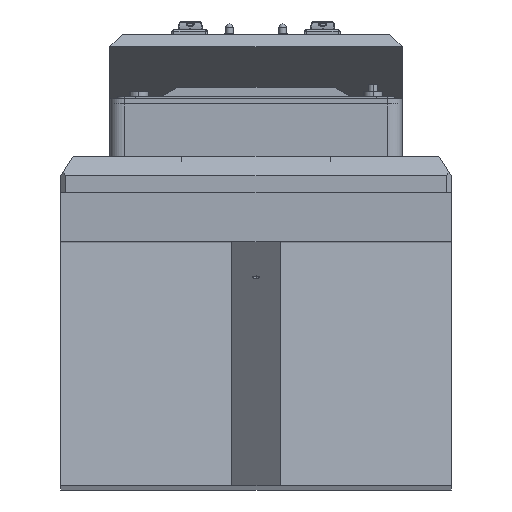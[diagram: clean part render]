
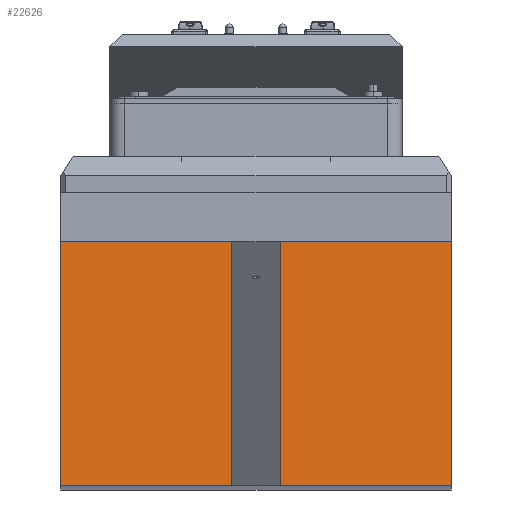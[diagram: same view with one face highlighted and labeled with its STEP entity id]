
A CAD part, top view. The second image highlights one B-rep face of the part: STEP entity #22626.
In plain terms, the highlighted face is planar.
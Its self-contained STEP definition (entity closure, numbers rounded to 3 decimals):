
#53 = LINE ( 'NONE', #30982, #4680 ) ;
#448 = CARTESIAN_POINT ( 'NONE',  ( -80., 20., -60. ) ) ;
#760 = DIRECTION ( 'NONE',  ( 0., 0., 1. ) ) ;
#1421 = FACE_BOUND ( 'NONE', #23478, .T. ) ;
#1472 = ORIENTED_EDGE ( 'NONE', *, *, #23182, .T. ) ;
#1714 = CIRCLE ( 'NONE', #5748, 1.5 ) ;
#2256 = VERTEX_POINT ( 'NONE', #34532 ) ;
#2611 = CIRCLE ( 'NONE', #6825, 1.5 ) ;
#2634 = DIRECTION ( 'NONE',  ( 0., 1., 0. ) ) ;
#2895 = EDGE_CURVE ( 'NONE', #15637, #13440, #32380, .T. ) ;
#2997 = VERTEX_POINT ( 'NONE', #34352 ) ;
#3148 = EDGE_LOOP ( 'NONE', ( #14759, #20906, #8834, #1472 ) ) ;
#3769 = DIRECTION ( 'NONE',  ( 0., 1., 0. ) ) ;
#3911 = AXIS2_PLACEMENT_3D ( 'NONE', #9073, #16864, #760 ) ;
#4662 = CARTESIAN_POINT ( 'NONE',  ( 50., 20., 49.962 ) ) ;
#4680 = VECTOR ( 'NONE', #25428, 1000. ) ;
#4766 = VERTEX_POINT ( 'NONE', #27499 ) ;
#4769 = ORIENTED_EDGE ( 'NONE', *, *, #12399, .F. ) ;
#4813 = CARTESIAN_POINT ( 'NONE',  ( 0., 20., 11.424 ) ) ;
#5147 = DIRECTION ( 'NONE',  ( 0., 1., 0. ) ) ;
#5322 = VERTEX_POINT ( 'NONE', #20082 ) ;
#5646 = FACE_BOUND ( 'NONE', #26513, .T. ) ;
#5748 = AXIS2_PLACEMENT_3D ( 'NONE', #34345, #5147, #13175 ) ;
#5972 = DIRECTION ( 'NONE',  ( 0., 1., 0. ) ) ;
#6024 = LINE ( 'NONE', #34283, #6426 ) ;
#6426 = VECTOR ( 'NONE', #26637, 1000. ) ;
#6564 = EDGE_CURVE ( 'NONE', #13440, #15637, #16690, .T. ) ;
#6574 = VECTOR ( 'NONE', #8155, 1000. ) ;
#6825 = AXIS2_PLACEMENT_3D ( 'NONE', #16610, #8494, #11604 ) ;
#6842 = LINE ( 'NONE', #448, #34306 ) ;
#7487 = CARTESIAN_POINT ( 'NONE',  ( 0., 20., 8.424 ) ) ;
#8155 = DIRECTION ( 'NONE',  ( -1., 0., 0. ) ) ;
#8494 = DIRECTION ( 'NONE',  ( 0., 1., 0. ) ) ;
#8547 = DIRECTION ( 'NONE',  ( 0., 0., 1. ) ) ;
#8604 = EDGE_CURVE ( 'NONE', #14534, #27495, #11203, .T. ) ;
#8684 = CARTESIAN_POINT ( 'NONE',  ( 0., 20., 9.924 ) ) ;
#8834 = ORIENTED_EDGE ( 'NONE', *, *, #11857, .T. ) ;
#9073 = CARTESIAN_POINT ( 'NONE',  ( 0., 20., 49.962 ) ) ;
#9951 = EDGE_LOOP ( 'NONE', ( #29931, #22730 ) ) ;
#10484 = CIRCLE ( 'NONE', #23361, 1.5 ) ;
#10615 = CARTESIAN_POINT ( 'NONE',  ( 80., 20., 60. ) ) ;
#11203 = CIRCLE ( 'NONE', #17898, 1.5 ) ;
#11289 = VERTEX_POINT ( 'NONE', #24771 ) ;
#11336 = AXIS2_PLACEMENT_3D ( 'NONE', #4662, #17468, #33500 ) ;
#11604 = DIRECTION ( 'NONE',  ( 0., 0., 1. ) ) ;
#11857 = EDGE_CURVE ( 'NONE', #4766, #5322, #6842, .T. ) ;
#12263 = CIRCLE ( 'NONE', #11336, 1.5 ) ;
#12267 = DIRECTION ( 'NONE',  ( 0., 0., 1. ) ) ;
#12292 = FACE_BOUND ( 'NONE', #23968, .T. ) ;
#12341 = AXIS2_PLACEMENT_3D ( 'NONE', #24517, #27529, #8547 ) ;
#12399 = EDGE_CURVE ( 'NONE', #20540, #11289, #2611, .T. ) ;
#13175 = DIRECTION ( 'NONE',  ( 0., 0., 1. ) ) ;
#13258 = EDGE_CURVE ( 'NONE', #27495, #14534, #10484, .T. ) ;
#13286 = ORIENTED_EDGE ( 'NONE', *, *, #19409, .F. ) ;
#13440 = VERTEX_POINT ( 'NONE', #7487 ) ;
#13746 = DIRECTION ( 'NONE',  ( 0., 0., 1. ) ) ;
#13887 = DIRECTION ( 'NONE',  ( 0., 1., 0. ) ) ;
#14064 = AXIS2_PLACEMENT_3D ( 'NONE', #34545, #2634, #18645 ) ;
#14106 = CARTESIAN_POINT ( 'NONE',  ( 0., 20., -31.576 ) ) ;
#14296 = VERTEX_POINT ( 'NONE', #10615 ) ;
#14534 = VERTEX_POINT ( 'NONE', #14106 ) ;
#14681 = DIRECTION ( 'NONE',  ( 0., 1., 0. ) ) ;
#14759 = ORIENTED_EDGE ( 'NONE', *, *, #24134, .T. ) ;
#14840 = VERTEX_POINT ( 'NONE', #18654 ) ;
#15597 = FACE_BOUND ( 'NONE', #9951, .T. ) ;
#15637 = VERTEX_POINT ( 'NONE', #4813 ) ;
#15847 = EDGE_CURVE ( 'NONE', #2997, #33651, #25453, .T. ) ;
#16610 = CARTESIAN_POINT ( 'NONE',  ( -50., 20., 49.962 ) ) ;
#16690 = CIRCLE ( 'NONE', #25207, 1.5 ) ;
#16864 = DIRECTION ( 'NONE',  ( 0., 1., 0. ) ) ;
#17055 = AXIS2_PLACEMENT_3D ( 'NONE', #8684, #27546, #27309 ) ;
#17456 = AXIS2_PLACEMENT_3D ( 'NONE', #18897, #5972, #13746 ) ;
#17468 = DIRECTION ( 'NONE',  ( 0., 1., 0. ) ) ;
#17898 = AXIS2_PLACEMENT_3D ( 'NONE', #30297, #13887, #32845 ) ;
#18641 = CARTESIAN_POINT ( 'NONE',  ( 50., 20., 48.462 ) ) ;
#18645 = DIRECTION ( 'NONE',  ( 0., 0., 1. ) ) ;
#18654 = CARTESIAN_POINT ( 'NONE',  ( 0., 20., 48.462 ) ) ;
#18897 = CARTESIAN_POINT ( 'NONE',  ( 0., 20., 49.962 ) ) ;
#19409 = EDGE_CURVE ( 'NONE', #33651, #2997, #12263, .T. ) ;
#19731 = CARTESIAN_POINT ( 'NONE',  ( 0., 20., 9.924 ) ) ;
#20075 = CARTESIAN_POINT ( 'NONE',  ( 0., 20., -28.576 ) ) ;
#20082 = CARTESIAN_POINT ( 'NONE',  ( -80., 20., 60. ) ) ;
#20540 = VERTEX_POINT ( 'NONE', #31246 ) ;
#20906 = ORIENTED_EDGE ( 'NONE', *, *, #28164, .T. ) ;
#20952 = CARTESIAN_POINT ( 'NONE',  ( 80., 20., -60. ) ) ;
#21428 = CARTESIAN_POINT ( 'NONE',  ( -80., 20., -60. ) ) ;
#21568 = LINE ( 'NONE', #21428, #6574 ) ;
#22094 = EDGE_LOOP ( 'NONE', ( #26190, #13286 ) ) ;
#22146 = DIRECTION ( 'NONE',  ( 0., 0., 1. ) ) ;
#22415 = DIRECTION ( 'NONE',  ( 0., 0., 1. ) ) ;
#22626 = ADVANCED_FACE ( 'NONE', ( #15597, #33954, #5646, #1421, #12292, #25646 ), #34206, .T. ) ;
#22730 = ORIENTED_EDGE ( 'NONE', *, *, #8604, .F. ) ;
#23182 = EDGE_CURVE ( 'NONE', #5322, #14296, #6024, .T. ) ;
#23361 = AXIS2_PLACEMENT_3D ( 'NONE', #25325, #14681, #12267 ) ;
#23478 = EDGE_LOOP ( 'NONE', ( #31162, #23987 ) ) ;
#23968 = EDGE_LOOP ( 'NONE', ( #34003, #30741 ) ) ;
#23987 = ORIENTED_EDGE ( 'NONE', *, *, #31069, .F. ) ;
#24134 = EDGE_CURVE ( 'NONE', #14296, #33521, #53, .T. ) ;
#24517 = CARTESIAN_POINT ( 'NONE',  ( 50., 20., 49.962 ) ) ;
#24771 = CARTESIAN_POINT ( 'NONE',  ( -50., 20., 51.462 ) ) ;
#25023 = CIRCLE ( 'NONE', #3911, 1.5 ) ;
#25207 = AXIS2_PLACEMENT_3D ( 'NONE', #19731, #3769, #22415 ) ;
#25325 = CARTESIAN_POINT ( 'NONE',  ( 0., 20., -30.076 ) ) ;
#25428 = DIRECTION ( 'NONE',  ( 0., 0., -1. ) ) ;
#25453 = CIRCLE ( 'NONE', #12341, 1.5 ) ;
#25646 = FACE_OUTER_BOUND ( 'NONE', #3148, .T. ) ;
#26190 = ORIENTED_EDGE ( 'NONE', *, *, #15847, .F. ) ;
#26513 = EDGE_LOOP ( 'NONE', ( #34422, #4769 ) ) ;
#26637 = DIRECTION ( 'NONE',  ( 1., 0., 0. ) ) ;
#26857 = EDGE_CURVE ( 'NONE', #2256, #14840, #25023, .T. ) ;
#27309 = DIRECTION ( 'NONE',  ( 0., 0., 1. ) ) ;
#27495 = VERTEX_POINT ( 'NONE', #20075 ) ;
#27499 = CARTESIAN_POINT ( 'NONE',  ( -80., 20., -60. ) ) ;
#27529 = DIRECTION ( 'NONE',  ( 0., 1., 0. ) ) ;
#27546 = DIRECTION ( 'NONE',  ( 0., 1., 0. ) ) ;
#28164 = EDGE_CURVE ( 'NONE', #33521, #4766, #21568, .T. ) ;
#29931 = ORIENTED_EDGE ( 'NONE', *, *, #13258, .F. ) ;
#30297 = CARTESIAN_POINT ( 'NONE',  ( 0., 20., -30.076 ) ) ;
#30741 = ORIENTED_EDGE ( 'NONE', *, *, #6564, .F. ) ;
#30982 = CARTESIAN_POINT ( 'NONE',  ( 80., 20., -60. ) ) ;
#31069 = EDGE_CURVE ( 'NONE', #14840, #2256, #33803, .T. ) ;
#31162 = ORIENTED_EDGE ( 'NONE', *, *, #26857, .F. ) ;
#31246 = CARTESIAN_POINT ( 'NONE',  ( -50., 20., 48.462 ) ) ;
#32380 = CIRCLE ( 'NONE', #17055, 1.5 ) ;
#32845 = DIRECTION ( 'NONE',  ( 0., 0., 1. ) ) ;
#33295 = EDGE_CURVE ( 'NONE', #11289, #20540, #1714, .T. ) ;
#33500 = DIRECTION ( 'NONE',  ( 0., 0., 1. ) ) ;
#33521 = VERTEX_POINT ( 'NONE', #20952 ) ;
#33651 = VERTEX_POINT ( 'NONE', #18641 ) ;
#33803 = CIRCLE ( 'NONE', #17456, 1.5 ) ;
#33954 = FACE_BOUND ( 'NONE', #22094, .T. ) ;
#34003 = ORIENTED_EDGE ( 'NONE', *, *, #2895, .F. ) ;
#34206 = PLANE ( 'NONE',  #14064 ) ;
#34283 = CARTESIAN_POINT ( 'NONE',  ( -80., 20., 60. ) ) ;
#34306 = VECTOR ( 'NONE', #22146, 1000. ) ;
#34345 = CARTESIAN_POINT ( 'NONE',  ( -50., 20., 49.962 ) ) ;
#34352 = CARTESIAN_POINT ( 'NONE',  ( 50., 20., 51.462 ) ) ;
#34422 = ORIENTED_EDGE ( 'NONE', *, *, #33295, .F. ) ;
#34532 = CARTESIAN_POINT ( 'NONE',  ( 0., 20., 51.462 ) ) ;
#34545 = CARTESIAN_POINT ( 'NONE',  ( 0., 20., 0. ) ) ;
